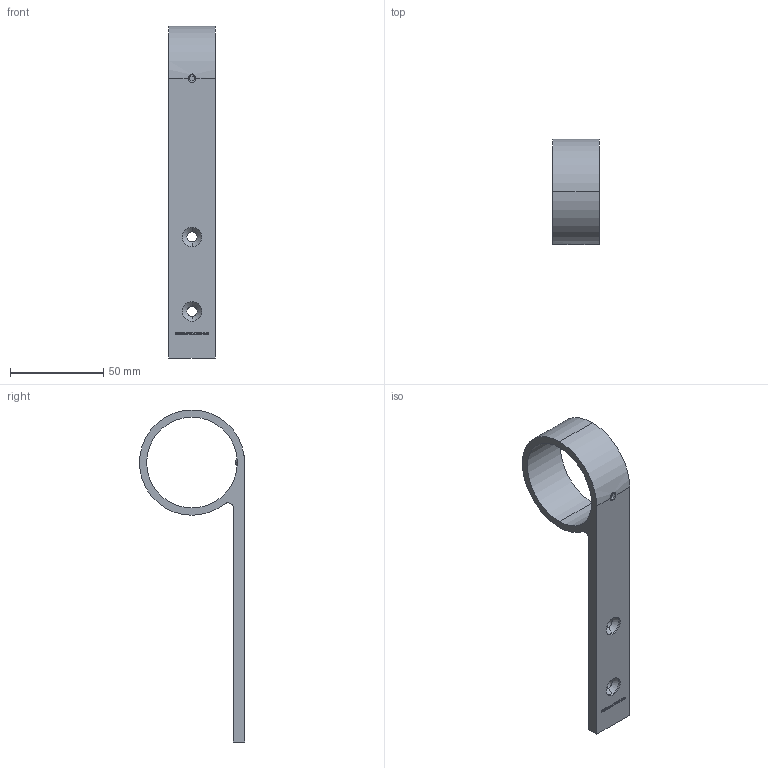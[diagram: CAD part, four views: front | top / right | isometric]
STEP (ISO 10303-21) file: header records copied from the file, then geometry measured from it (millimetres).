
FILE_DESCRIPTION (( 'STEP AP203' ), '1' );
FILE_NAME ('70031-240.step', '2018-12-10T11:01:07', ( '' ), ( '' ), 'SwSTEP 2.0', 'SolidWorks 2015', '' );
FILE_SCHEMA (( 'CONFIG_CONTROL_DESIGN' ));
Length unit declared in the file: millimetre
Products named in the file (3): 7003X-XXX Teil1_70031-240 Teil1; DIN913 M5x5_DIN913 M5x5; 70031-240
Assembly tree (2 placements, depth 2):
  70031-240
    7003X-XXX Teil1_70031-240 Teil1
    DIN913 M5x5_DIN913 M5x5
Bounding box: 25 x 56.5 x 178.25 mm (x, y, z)
Volume: 36547.6 mm3; surface area: 18055.2 mm2
Topology: 2 solids, 2 shells, 252 faces, 660 edges, 436 vertices
Faces by surface type: plane 130, bspline 95, cylinder 19, cone 8
Entity records: 13541 total; most frequent: CARTESIAN_POINT 7638, ORIENTED_EDGE 1320, DIRECTION 830, EDGE_CURVE 660, VERTEX_POINT 436, VECTOR 426, LINE 426, EDGE_LOOP 284
